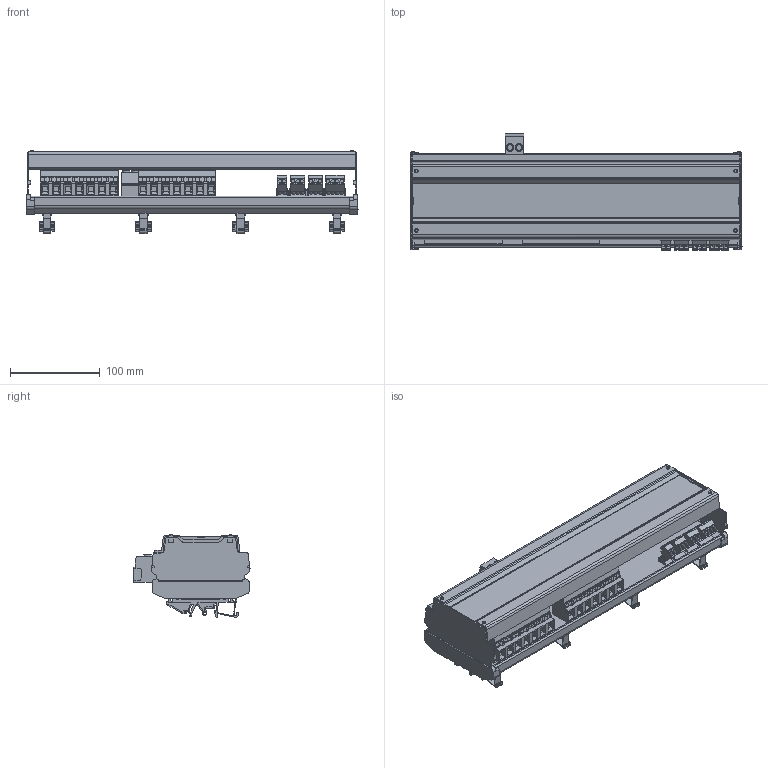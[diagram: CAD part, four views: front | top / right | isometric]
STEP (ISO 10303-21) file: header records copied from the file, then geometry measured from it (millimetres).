
FILE_DESCRIPTION(('CATIA V5R24 STEP','CAx-IF Rec.Pracs.--- Model Styling and Organization---1.2---2011-12-15'),'2;1');
FILE_NAME ('9364115_6_1238130000_S3D_TRANSCLINIC_14I+.stp','2018-04-03T09:36:07+00:00',('none'),('Weidmueller'),'CATIA Version 5-6 Release 2014 SP4','CATIA V5 STEP AP214','none');
FILE_SCHEMA(('AUTOMOTIVE_DESIGN { 1 0 10303 214 1 1 1 1 }'));
Products named in the file (1): 1238130000
Bounding box: 369 x 129.66 x 92.95 mm (x, y, z)
Volume: 908550.4 mm3; surface area: 405085.2 mm2
Topology: 79 solids, 79 shells, 4231 faces, 12232 edges, 8369 vertices
Faces by surface type: plane 3075, cylinder 904, extrusion 192, bspline 32, sphere 16, cone 12
Entity records: 144918 total; most frequent: CARTESIAN_POINT 35317, ORIENTED_EDGE 24464, DIRECTION 17092, EDGE_CURVE 12232, VECTOR 9603, LINE 9411, VERTEX_POINT 8369, AXIS2_PLACEMENT_3D 4615
